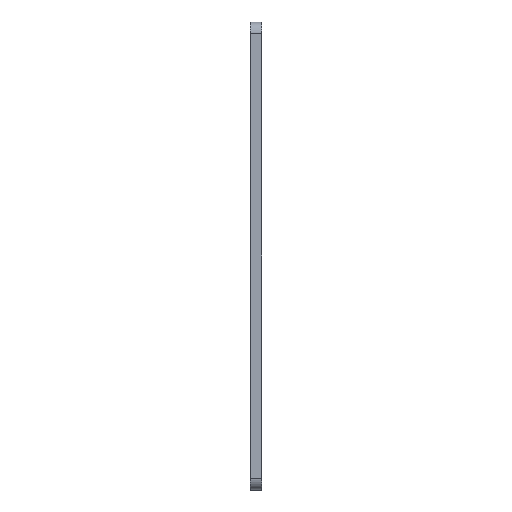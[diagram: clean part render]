
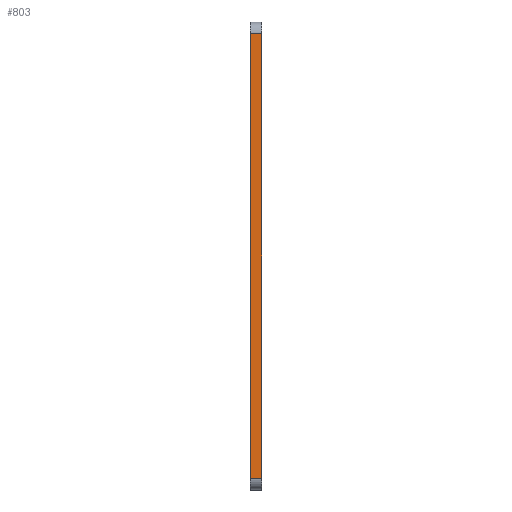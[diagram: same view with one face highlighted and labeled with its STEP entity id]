
A CAD part, left-side view. The second image highlights one B-rep face of the part: STEP entity #803.
In plain terms, the highlighted planar face has unit normal (-1, 0, 0).
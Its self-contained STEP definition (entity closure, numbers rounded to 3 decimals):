
#56=PLANE('',#908);
#89=FACE_OUTER_BOUND('',#146,.T.);
#146=EDGE_LOOP('',(#669,#670,#671,#672));
#206=LINE('',#1326,#259);
#215=LINE('',#1361,#268);
#216=LINE('',#1364,#269);
#217=LINE('',#1365,#270);
#259=VECTOR('',#1088,10.);
#268=VECTOR('',#1127,10.);
#269=VECTOR('',#1130,10.);
#270=VECTOR('',#1131,10.);
#392=VERTEX_POINT('',#1323);
#393=VERTEX_POINT('',#1325);
#404=VERTEX_POINT('',#1359);
#405=VERTEX_POINT('',#1363);
#487=EDGE_CURVE('',#392,#393,#206,.T.);
#505=EDGE_CURVE('',#393,#404,#215,.T.);
#506=EDGE_CURVE('',#405,#392,#216,.T.);
#507=EDGE_CURVE('',#404,#405,#217,.T.);
#669=ORIENTED_EDGE('',*,*,#505,.F.);
#670=ORIENTED_EDGE('',*,*,#487,.F.);
#671=ORIENTED_EDGE('',*,*,#506,.F.);
#672=ORIENTED_EDGE('',*,*,#507,.F.);
#803=ADVANCED_FACE('',(#89),#56,.T.);
#908=AXIS2_PLACEMENT_3D('',#1362,#1128,#1129);
#1088=DIRECTION('',(0.,0.,-1.));
#1127=DIRECTION('',(0.,1.,0.));
#1128=DIRECTION('center_axis',(-1.,0.,0.));
#1129=DIRECTION('ref_axis',(0.,0.,1.));
#1130=DIRECTION('',(0.,-1.,0.));
#1131=DIRECTION('',(0.,0.,1.));
#1323=CARTESIAN_POINT('',(0.,0.,117.));
#1325=CARTESIAN_POINT('',(0.,0.,3.));
#1326=CARTESIAN_POINT('',(0.,0.,120.));
#1359=CARTESIAN_POINT('',(0.,3.,3.));
#1361=CARTESIAN_POINT('',(0.,0.,3.));
#1362=CARTESIAN_POINT('Origin',(0.,0.,0.));
#1363=CARTESIAN_POINT('',(0.,3.,117.));
#1364=CARTESIAN_POINT('',(0.,0.,117.));
#1365=CARTESIAN_POINT('',(0.,3.,120.));
